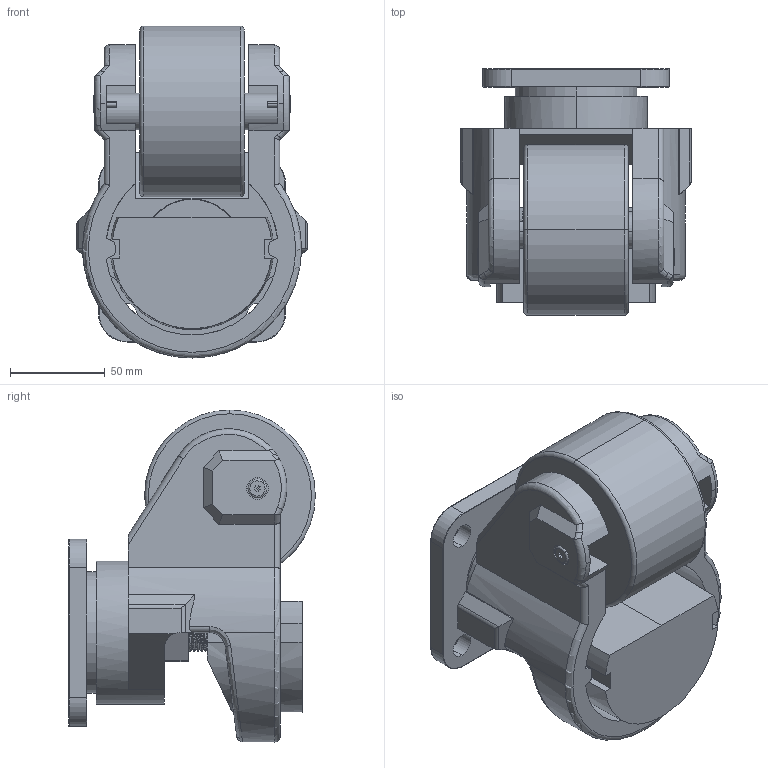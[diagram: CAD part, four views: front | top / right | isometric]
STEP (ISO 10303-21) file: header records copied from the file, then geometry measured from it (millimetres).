
FILE_DESCRIPTION (( 'STEP AP214' ), '1' );
FILE_NAME ('SK6-B90130P-E.STEP', '2024-03-21T03:30:07', ( '微软用户' ), ( '微软中国' ), 'SwSTEP 2.0', 'SolidWorks 2020', '' );
FILE_SCHEMA (( 'AUTOMOTIVE_DESIGN' ));
Length unit declared in the file: millimetre
Products named in the file (8): 6-B90130P-E-5; 6-B90130P-E-7; SK6-B90130P-E; 6-B90130P-E; 6-B90130P-E-2; 6-B90130P-E-6; 6-B90130P-E-3; 6-B90130P-E-4
Assembly tree (8 placements, depth 2):
  SK6-B90130P-E
    6-B90130P-E
    6-B90130P-E-2
    6-B90130P-E-6
    6-B90130P-E-3
    6-B90130P-E-4
    6-B90130P-E-5
    6-B90130P-E-7  x2
Bounding box: 121.3 x 130 x 175 mm (x, y, z)
Volume: 1115253.7 mm3; surface area: 175669.7 mm2
Topology: 8 solids, 8 shells, 426 faces, 1071 edges, 673 vertices
Faces by surface type: cylinder 182, plane 141, torus 75, cone 15, bspline 13
Entity records: 20604 total; most frequent: CARTESIAN_POINT 10737, ORIENTED_EDGE 2046, DIRECTION 2019, EDGE_CURVE 1023, AXIS2_PLACEMENT_3D 780, VERTEX_POINT 641, VECTOR 459, LINE 459
